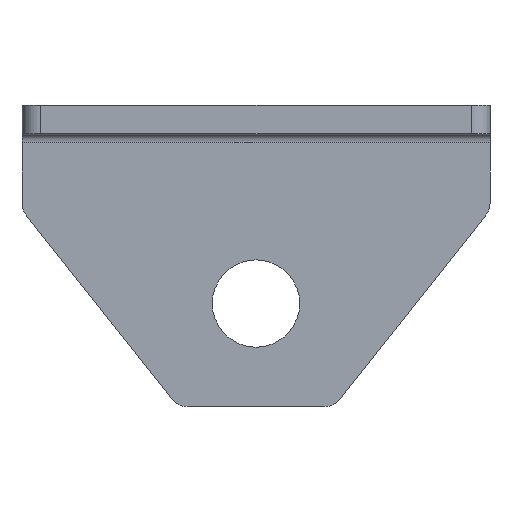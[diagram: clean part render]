
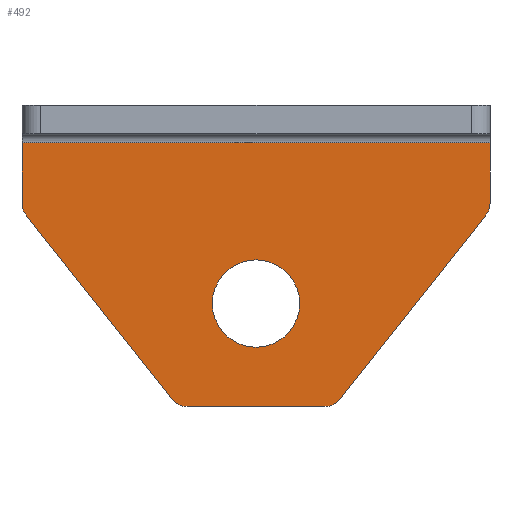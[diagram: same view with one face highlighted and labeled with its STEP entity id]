
A CAD part, left-side view. The second image highlights one B-rep face of the part: STEP entity #492.
In plain terms, the highlighted planar face has unit normal (-1, 0, 0).
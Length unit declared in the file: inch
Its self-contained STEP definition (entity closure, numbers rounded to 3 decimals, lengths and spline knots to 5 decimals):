
#3 = CARTESIAN_POINT ( 'NONE',  ( -0.09, 0.52898, -0.905 ) ) ;
#6 = CARTESIAN_POINT ( 'NONE',  ( -0.09, 0.41656, -0.85987 ) ) ;
#9 = VERTEX_POINT ( 'NONE', #95 ) ;
#10 = CARTESIAN_POINT ( 'NONE',  ( -0.09, 1.487, -0.35138 ) ) ;
#18 = EDGE_LOOP ( 'NONE', ( #276, #421 ) ) ;
#27 = ORIENTED_EDGE ( 'NONE', *, *, #771, .T. ) ;
#53 = AXIS2_PLACEMENT_3D ( 'NONE', #250, #733, #312 ) ;
#63 = AXIS2_PLACEMENT_3D ( 'NONE', #3, #461, #65 ) ;
#64 = CARTESIAN_POINT ( 'NONE',  ( -0.09, 1.5, -0.119 ) ) ;
#65 = DIRECTION ( 'NONE',  ( 0., 0., -1. ) ) ;
#70 = DIRECTION ( 'NONE',  ( 0., -1., 0. ) ) ;
#75 = CARTESIAN_POINT ( 'NONE',  ( -0.09, 0.06, -0.31408 ) ) ;
#79 = AXIS2_PLACEMENT_3D ( 'NONE', #755, #517, #125 ) ;
#93 = ORIENTED_EDGE ( 'NONE', *, *, #719, .T. ) ;
#95 = CARTESIAN_POINT ( 'NONE',  ( -0.09, 0.97102, -0.965 ) ) ;
#98 = AXIS2_PLACEMENT_3D ( 'NONE', #674, #257, #744 ) ;
#100 = CIRCLE ( 'NONE', #175, 0.14 ) ;
#103 = AXIS2_PLACEMENT_3D ( 'NONE', #75, #534, #140 ) ;
#112 = CARTESIAN_POINT ( 'NONE',  ( -0.09, 0.52898, -0.965 ) ) ;
#115 = LINE ( 'NONE', #198, #879 ) ;
#125 = DIRECTION ( 'NONE',  ( 0., 0., -1. ) ) ;
#129 = DIRECTION ( 'NONE',  ( 0., -0.622, -0.783 ) ) ;
#140 = DIRECTION ( 'NONE',  ( 0., 0., -1. ) ) ;
#153 = VERTEX_POINT ( 'NONE', #304 ) ;
#163 = VERTEX_POINT ( 'NONE', #168 ) ;
#166 = ORIENTED_EDGE ( 'NONE', *, *, #778, .T. ) ;
#168 = CARTESIAN_POINT ( 'NONE',  ( -0.09, 0., -0.119 ) ) ;
#175 = AXIS2_PLACEMENT_3D ( 'NONE', #636, #227, #701 ) ;
#182 = CARTESIAN_POINT ( 'NONE',  ( -0.09, 0.48198, -0.9423 ) ) ;
#186 = VERTEX_POINT ( 'NONE', #182 ) ;
#198 = CARTESIAN_POINT ( 'NONE',  ( -0.09, 1.5, -0.119 ) ) ;
#203 = CARTESIAN_POINT ( 'NONE',  ( -0.09, 0., -0.31408 ) ) ;
#227 = DIRECTION ( 'NONE',  ( 1., 0., 0. ) ) ;
#233 = EDGE_LOOP ( 'NONE', ( #277, #746, #677, #507, #634, #27, #166, #495, #93, #891 ) ) ;
#243 = AXIS2_PLACEMENT_3D ( 'NONE', #305, #454, #251 ) ;
#250 = CARTESIAN_POINT ( 'NONE',  ( -0.09, 0.97102, -0.905 ) ) ;
#251 = DIRECTION ( 'NONE',  ( 0., 0., -1. ) ) ;
#256 = PLANE ( 'NONE',  #243 ) ;
#257 = DIRECTION ( 'NONE',  ( 1., 0., 0. ) ) ;
#276 = ORIENTED_EDGE ( 'NONE', *, *, #723, .T. ) ;
#277 = ORIENTED_EDGE ( 'NONE', *, *, #732, .T. ) ;
#304 = CARTESIAN_POINT ( 'NONE',  ( -0.09, 1.5, -0.31408 ) ) ;
#305 = CARTESIAN_POINT ( 'NONE',  ( -0.09, 1.5, 0. ) ) ;
#312 = DIRECTION ( 'NONE',  ( 0., 0., -1. ) ) ;
#319 = CARTESIAN_POINT ( 'NONE',  ( -0.09, 0., 0. ) ) ;
#327 = DIRECTION ( 'NONE',  ( 0., 0., 1. ) ) ;
#328 = VERTEX_POINT ( 'NONE', #64 ) ;
#329 = VERTEX_POINT ( 'NONE', #900 ) ;
#346 = CIRCLE ( 'NONE', #98, 0.14 ) ;
#378 = FACE_OUTER_BOUND ( 'NONE', #233, .T. ) ;
#386 = CIRCLE ( 'NONE', #63, 0.06 ) ;
#398 = CARTESIAN_POINT ( 'NONE',  ( -0.09, 0.75, -0.495 ) ) ;
#404 = CARTESIAN_POINT ( 'NONE',  ( -0.09, 0.75, -0.775 ) ) ;
#406 = CARTESIAN_POINT ( 'NONE',  ( -0.09, 0.013, -0.35138 ) ) ;
#408 = CARTESIAN_POINT ( 'NONE',  ( -0.09, 1.5, 0. ) ) ;
#421 = ORIENTED_EDGE ( 'NONE', *, *, #620, .T. ) ;
#447 = FACE_BOUND ( 'NONE', #18, .T. ) ;
#448 = LINE ( 'NONE', #408, #871 ) ;
#450 = CIRCLE ( 'NONE', #79, 0.06 ) ;
#454 = DIRECTION ( 'NONE',  ( 1., 0., 0. ) ) ;
#461 = DIRECTION ( 'NONE',  ( -1., 0., 0. ) ) ;
#469 = DIRECTION ( 'NONE',  ( 0., 0., 1. ) ) ;
#492 = ADVANCED_FACE ( 'NONE', ( #447, #378 ), #256, .F. ) ;
#495 = ORIENTED_EDGE ( 'NONE', *, *, #780, .T. ) ;
#507 = ORIENTED_EDGE ( 'NONE', *, *, #742, .F. ) ;
#517 = DIRECTION ( 'NONE',  ( -1., 0., 0. ) ) ;
#523 = CARTESIAN_POINT ( 'NONE',  ( -0.09, 1.66312, -0.12946 ) ) ;
#534 = DIRECTION ( 'NONE',  ( -1., 0., 0. ) ) ;
#594 = LINE ( 'NONE', #835, #668 ) ;
#596 = CIRCLE ( 'NONE', #103, 0.06 ) ;
#603 = DIRECTION ( 'NONE',  ( 0., -0.622, 0.783 ) ) ;
#608 = VECTOR ( 'NONE', #603, 39.37008 ) ;
#620 = EDGE_CURVE ( 'NONE', #718, #740, #100, .T. ) ;
#625 = LINE ( 'NONE', #319, #881 ) ;
#634 = ORIENTED_EDGE ( 'NONE', *, *, #769, .F. ) ;
#636 = CARTESIAN_POINT ( 'NONE',  ( -0.09, 0.75, -0.635 ) ) ;
#652 = VERTEX_POINT ( 'NONE', #112 ) ;
#668 = VECTOR ( 'NONE', #70, 39.37008 ) ;
#674 = CARTESIAN_POINT ( 'NONE',  ( -0.09, 0.75, -0.635 ) ) ;
#677 = ORIENTED_EDGE ( 'NONE', *, *, #739, .T. ) ;
#689 = VERTEX_POINT ( 'NONE', #406 ) ;
#701 = DIRECTION ( 'NONE',  ( 0., 0., -1. ) ) ;
#718 = VERTEX_POINT ( 'NONE', #398 ) ;
#719 = EDGE_CURVE ( 'NONE', #9, #652, #594, .T. ) ;
#723 = EDGE_CURVE ( 'NONE', #740, #718, #346, .T. ) ;
#732 = EDGE_CURVE ( 'NONE', #186, #689, #902, .T. ) ;
#733 = DIRECTION ( 'NONE',  ( -1., 0., 0. ) ) ;
#735 = EDGE_CURVE ( 'NONE', #689, #882, #596, .T. ) ;
#739 = EDGE_CURVE ( 'NONE', #882, #163, #625, .T. ) ;
#740 = VERTEX_POINT ( 'NONE', #404 ) ;
#742 = EDGE_CURVE ( 'NONE', #328, #163, #115, .T. ) ;
#744 = DIRECTION ( 'NONE',  ( 0., 0., -1. ) ) ;
#746 = ORIENTED_EDGE ( 'NONE', *, *, #735, .T. ) ;
#750 = DIRECTION ( 'NONE',  ( 0., -1., 0. ) ) ;
#755 = CARTESIAN_POINT ( 'NONE',  ( -0.09, 1.44, -0.31408 ) ) ;
#767 = VERTEX_POINT ( 'NONE', #10 ) ;
#769 = EDGE_CURVE ( 'NONE', #153, #328, #448, .T. ) ;
#771 = EDGE_CURVE ( 'NONE', #153, #767, #450, .T. ) ;
#778 = EDGE_CURVE ( 'NONE', #767, #329, #869, .T. ) ;
#780 = EDGE_CURVE ( 'NONE', #329, #9, #836, .T. ) ;
#781 = EDGE_CURVE ( 'NONE', #652, #186, #386, .T. ) ;
#835 = CARTESIAN_POINT ( 'NONE',  ( -0.09, 1.5, -0.965 ) ) ;
#836 = CIRCLE ( 'NONE', #53, 0.06 ) ;
#869 = LINE ( 'NONE', #523, #877 ) ;
#871 = VECTOR ( 'NONE', #327, 39.37008 ) ;
#877 = VECTOR ( 'NONE', #129, 39.37008 ) ;
#879 = VECTOR ( 'NONE', #750, 39.37008 ) ;
#881 = VECTOR ( 'NONE', #469, 39.37008 ) ;
#882 = VERTEX_POINT ( 'NONE', #203 ) ;
#891 = ORIENTED_EDGE ( 'NONE', *, *, #781, .T. ) ;
#900 = CARTESIAN_POINT ( 'NONE',  ( -0.09, 1.01802, -0.9423 ) ) ;
#902 = LINE ( 'NONE', #6, #608 ) ;
